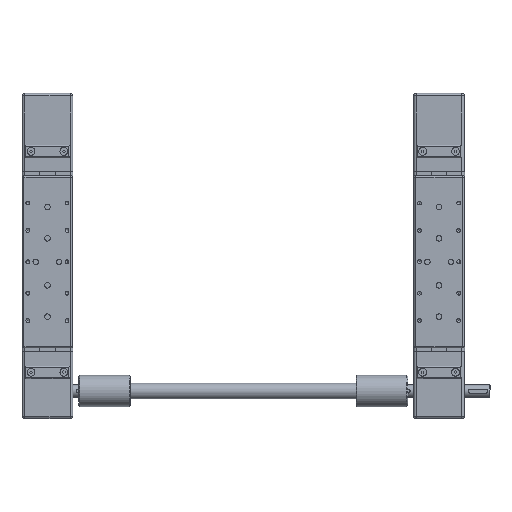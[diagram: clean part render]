
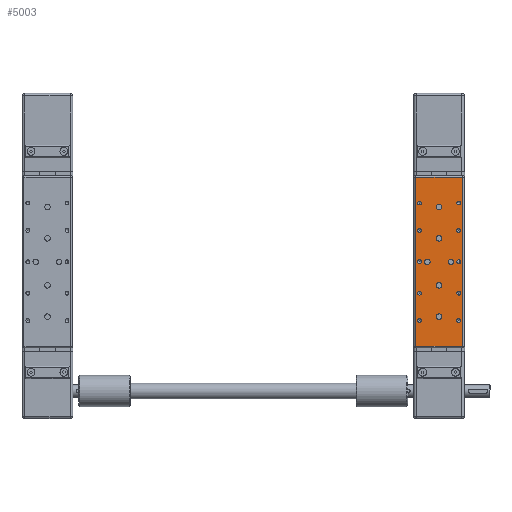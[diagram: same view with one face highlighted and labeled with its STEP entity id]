
A CAD part, top view. The second image highlights one B-rep face of the part: STEP entity #5003.
In plain terms, the highlighted face is planar.
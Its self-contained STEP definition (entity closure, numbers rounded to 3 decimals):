
#3444=CARTESIAN_POINT('',(-18.656,71.568,115.));
#3445=VERTEX_POINT('',#3444);
#3446=CARTESIAN_POINT('',(-21.115,71.568,115.));
#3447=DIRECTION('',(0.0,-1.0,0.0));
#3448=DIRECTION('',(1.0,0.0,0.0));
#3449=AXIS2_PLACEMENT_3D('',#3446,#3447,#3448);
#3450=CIRCLE('',#3449,2.459);
#3451=EDGE_CURVE('',#3445,#3445,#3450,.T.);
#3812=CARTESIAN_POINT('',(31.344,71.568,115.));
#3813=VERTEX_POINT('',#3812);
#3814=CARTESIAN_POINT('',(28.885,71.568,115.));
#3815=DIRECTION('',(0.0,-1.0,0.0));
#3816=DIRECTION('',(1.0,0.0,0.0));
#3817=AXIS2_PLACEMENT_3D('',#3814,#3815,#3816);
#3818=CIRCLE('',#3817,2.459);
#3819=EDGE_CURVE('',#3813,#3813,#3818,.T.);
#4107=CARTESIAN_POINT('',(-7.615,71.568,115.));
#4108=VERTEX_POINT('',#4107);
#4109=CARTESIAN_POINT('',(-11.115,71.568,115.));
#4110=DIRECTION('',(0.0,-1.0,0.0));
#4111=DIRECTION('',(-1.0,0.0,0.0));
#4112=AXIS2_PLACEMENT_3D('',#4109,#4110,#4111);
#4113=CIRCLE('',#4112,3.5);
#4114=EDGE_CURVE('',#4108,#4108,#4113,.T.);
#4144=CARTESIAN_POINT('',(7.385,71.568,85.));
#4145=VERTEX_POINT('',#4144);
#4146=CARTESIAN_POINT('',(3.885,71.568,85.));
#4147=DIRECTION('',(0.0,-1.0,0.0));
#4148=DIRECTION('',(-1.0,0.0,0.0));
#4149=AXIS2_PLACEMENT_3D('',#4146,#4147,#4148);
#4150=CIRCLE('',#4149,3.5);
#4151=EDGE_CURVE('',#4145,#4145,#4150,.T.);
#4181=CARTESIAN_POINT('',(7.385,71.568,45.));
#4182=VERTEX_POINT('',#4181);
#4183=CARTESIAN_POINT('',(3.885,71.568,45.));
#4184=DIRECTION('',(0.0,-1.0,0.0));
#4185=DIRECTION('',(-1.0,0.0,0.0));
#4186=AXIS2_PLACEMENT_3D('',#4183,#4184,#4185);
#4187=CIRCLE('',#4186,3.5);
#4188=EDGE_CURVE('',#4182,#4182,#4187,.T.);
#4218=CARTESIAN_POINT('',(22.385,71.568,115.));
#4219=VERTEX_POINT('',#4218);
#4220=CARTESIAN_POINT('',(18.885,71.568,115.));
#4221=DIRECTION('',(0.0,-1.0,0.0));
#4222=DIRECTION('',(-1.0,0.0,0.0));
#4223=AXIS2_PLACEMENT_3D('',#4220,#4221,#4222);
#4224=CIRCLE('',#4223,3.5);
#4225=EDGE_CURVE('',#4219,#4219,#4224,.T.);
#4255=CARTESIAN_POINT('',(7.385,71.568,185.));
#4256=VERTEX_POINT('',#4255);
#4257=CARTESIAN_POINT('',(3.885,71.568,185.));
#4258=DIRECTION('',(0.0,-1.0,0.0));
#4259=DIRECTION('',(-1.0,0.0,0.0));
#4260=AXIS2_PLACEMENT_3D('',#4257,#4258,#4259);
#4261=CIRCLE('',#4260,3.5);
#4262=EDGE_CURVE('',#4256,#4256,#4261,.T.);
#4292=CARTESIAN_POINT('',(7.385,71.568,145.));
#4293=VERTEX_POINT('',#4292);
#4294=CARTESIAN_POINT('',(3.885,71.568,145.));
#4295=DIRECTION('',(0.0,-1.0,0.0));
#4296=DIRECTION('',(-1.0,0.0,0.0));
#4297=AXIS2_PLACEMENT_3D('',#4294,#4295,#4296);
#4298=CIRCLE('',#4297,3.5);
#4299=EDGE_CURVE('',#4293,#4293,#4298,.T.);
#4335=CARTESIAN_POINT('',(31.344,71.568,40.));
#4336=VERTEX_POINT('',#4335);
#4337=CARTESIAN_POINT('',(28.885,71.568,40.));
#4338=DIRECTION('',(0.0,-1.0,0.0));
#4339=DIRECTION('',(1.0,0.0,0.0));
#4340=AXIS2_PLACEMENT_3D('',#4337,#4338,#4339);
#4341=CIRCLE('',#4340,2.459);
#4342=EDGE_CURVE('',#4336,#4336,#4341,.T.);
#4372=CARTESIAN_POINT('',(31.344,71.568,75.));
#4373=VERTEX_POINT('',#4372);
#4374=CARTESIAN_POINT('',(28.885,71.568,75.));
#4375=DIRECTION('',(0.0,-1.0,0.0));
#4376=DIRECTION('',(1.0,0.0,0.0));
#4377=AXIS2_PLACEMENT_3D('',#4374,#4375,#4376);
#4378=CIRCLE('',#4377,2.459);
#4379=EDGE_CURVE('',#4373,#4373,#4378,.T.);
#4409=CARTESIAN_POINT('',(-18.656,71.568,40.));
#4410=VERTEX_POINT('',#4409);
#4411=CARTESIAN_POINT('',(-21.115,71.568,40.));
#4412=DIRECTION('',(0.0,-1.0,0.0));
#4413=DIRECTION('',(1.0,0.0,0.0));
#4414=AXIS2_PLACEMENT_3D('',#4411,#4412,#4413);
#4415=CIRCLE('',#4414,2.459);
#4416=EDGE_CURVE('',#4410,#4410,#4415,.T.);
#4446=CARTESIAN_POINT('',(-18.656,71.568,75.));
#4447=VERTEX_POINT('',#4446);
#4448=CARTESIAN_POINT('',(-21.115,71.568,75.));
#4449=DIRECTION('',(0.0,-1.0,0.0));
#4450=DIRECTION('',(1.0,0.0,0.0));
#4451=AXIS2_PLACEMENT_3D('',#4448,#4449,#4450);
#4452=CIRCLE('',#4451,2.459);
#4453=EDGE_CURVE('',#4447,#4447,#4452,.T.);
#4483=CARTESIAN_POINT('',(31.344,71.568,155.));
#4484=VERTEX_POINT('',#4483);
#4485=CARTESIAN_POINT('',(28.885,71.568,155.));
#4486=DIRECTION('',(0.0,-1.0,0.0));
#4487=DIRECTION('',(1.0,0.0,0.0));
#4488=AXIS2_PLACEMENT_3D('',#4485,#4486,#4487);
#4489=CIRCLE('',#4488,2.459);
#4490=EDGE_CURVE('',#4484,#4484,#4489,.T.);
#4520=CARTESIAN_POINT('',(31.344,71.568,190.));
#4521=VERTEX_POINT('',#4520);
#4522=CARTESIAN_POINT('',(28.885,71.568,190.));
#4523=DIRECTION('',(0.0,-1.0,0.0));
#4524=DIRECTION('',(1.0,0.0,0.0));
#4525=AXIS2_PLACEMENT_3D('',#4522,#4523,#4524);
#4526=CIRCLE('',#4525,2.459);
#4527=EDGE_CURVE('',#4521,#4521,#4526,.T.);
#4557=CARTESIAN_POINT('',(-18.656,71.568,155.));
#4558=VERTEX_POINT('',#4557);
#4559=CARTESIAN_POINT('',(-21.115,71.568,155.));
#4560=DIRECTION('',(0.0,-1.0,0.0));
#4561=DIRECTION('',(1.0,0.0,0.0));
#4562=AXIS2_PLACEMENT_3D('',#4559,#4560,#4561);
#4563=CIRCLE('',#4562,2.459);
#4564=EDGE_CURVE('',#4558,#4558,#4563,.T.);
#4594=CARTESIAN_POINT('',(-18.656,71.568,190.));
#4595=VERTEX_POINT('',#4594);
#4596=CARTESIAN_POINT('',(-21.115,71.568,190.));
#4597=DIRECTION('',(0.0,-1.0,0.0));
#4598=DIRECTION('',(1.0,0.0,0.0));
#4599=AXIS2_PLACEMENT_3D('',#4596,#4597,#4598);
#4600=CIRCLE('',#4599,2.459);
#4601=EDGE_CURVE('',#4595,#4595,#4600,.T.);
#4616=CARTESIAN_POINT('',(-26.115,71.568,7.));
#4617=VERTEX_POINT('',#4616);
#4664=CARTESIAN_POINT('',(-26.115,71.568,223.));
#4665=VERTEX_POINT('',#4664);
#4716=CARTESIAN_POINT('',(33.885,71.568,7.));
#4717=VERTEX_POINT('',#4716);
#4779=CARTESIAN_POINT('',(-26.115,71.568,7.));
#4780=DIRECTION('',(1.0,0.0,0.0));
#4781=VECTOR('',#4780,60.);
#4782=LINE('',#4779,#4781);
#4783=EDGE_CURVE('',#4617,#4717,#4782,.T.);
#4795=CARTESIAN_POINT('',(33.885,71.568,223.));
#4796=VERTEX_POINT('',#4795);
#4858=CARTESIAN_POINT('',(33.885,71.568,7.));
#4859=DIRECTION('',(0.0,0.0,1.0));
#4860=VECTOR('',#4859,216.0);
#4861=LINE('',#4858,#4860);
#4862=EDGE_CURVE('',#4717,#4796,#4861,.T.);
#4880=CARTESIAN_POINT('',(33.885,71.568,223.));
#4881=DIRECTION('',(-1.0,0.0,0.0));
#4882=VECTOR('',#4881,60.0);
#4883=LINE('',#4880,#4882);
#4884=EDGE_CURVE('',#4796,#4665,#4883,.T.);
#4897=CARTESIAN_POINT('',(-26.115,71.568,223.));
#4898=DIRECTION('',(0.0,0.0,-1.0));
#4899=VECTOR('',#4898,216.);
#4900=LINE('',#4897,#4899);
#4901=EDGE_CURVE('',#4665,#4617,#4900,.T.);
#4944=CARTESIAN_POINT('',(3.885,71.568,115.));
#4945=DIRECTION('',(0.0,1.0,0.0));
#4946=DIRECTION('',(0.0,0.0,1.0));
#4947=AXIS2_PLACEMENT_3D('',#4944,#4945,#4946);
#4948=PLANE('',#4947);
#4949=ORIENTED_EDGE('',*,*,#4783,.F.);
#4950=ORIENTED_EDGE('',*,*,#4901,.F.);
#4951=ORIENTED_EDGE('',*,*,#4884,.F.);
#4952=ORIENTED_EDGE('',*,*,#4862,.F.);
#4953=EDGE_LOOP('',(#4949,#4950,#4951,#4952));
#4954=FACE_OUTER_BOUND('',#4953,.T.);
#4955=ORIENTED_EDGE('',*,*,#3451,.T.);
#4956=EDGE_LOOP('',(#4955));
#4957=FACE_BOUND('',#4956,.T.);
#4958=ORIENTED_EDGE('',*,*,#3819,.T.);
#4959=EDGE_LOOP('',(#4958));
#4960=FACE_BOUND('',#4959,.T.);
#4961=ORIENTED_EDGE('',*,*,#4114,.T.);
#4962=EDGE_LOOP('',(#4961));
#4963=FACE_BOUND('',#4962,.T.);
#4964=ORIENTED_EDGE('',*,*,#4151,.T.);
#4965=EDGE_LOOP('',(#4964));
#4966=FACE_BOUND('',#4965,.T.);
#4967=ORIENTED_EDGE('',*,*,#4188,.T.);
#4968=EDGE_LOOP('',(#4967));
#4969=FACE_BOUND('',#4968,.T.);
#4970=ORIENTED_EDGE('',*,*,#4225,.T.);
#4971=EDGE_LOOP('',(#4970));
#4972=FACE_BOUND('',#4971,.T.);
#4973=ORIENTED_EDGE('',*,*,#4262,.T.);
#4974=EDGE_LOOP('',(#4973));
#4975=FACE_BOUND('',#4974,.T.);
#4976=ORIENTED_EDGE('',*,*,#4299,.T.);
#4977=EDGE_LOOP('',(#4976));
#4978=FACE_BOUND('',#4977,.T.);
#4979=ORIENTED_EDGE('',*,*,#4342,.T.);
#4980=EDGE_LOOP('',(#4979));
#4981=FACE_BOUND('',#4980,.T.);
#4982=ORIENTED_EDGE('',*,*,#4379,.T.);
#4983=EDGE_LOOP('',(#4982));
#4984=FACE_BOUND('',#4983,.T.);
#4985=ORIENTED_EDGE('',*,*,#4416,.T.);
#4986=EDGE_LOOP('',(#4985));
#4987=FACE_BOUND('',#4986,.T.);
#4988=ORIENTED_EDGE('',*,*,#4453,.T.);
#4989=EDGE_LOOP('',(#4988));
#4990=FACE_BOUND('',#4989,.T.);
#4991=ORIENTED_EDGE('',*,*,#4490,.T.);
#4992=EDGE_LOOP('',(#4991));
#4993=FACE_BOUND('',#4992,.T.);
#4994=ORIENTED_EDGE('',*,*,#4527,.T.);
#4995=EDGE_LOOP('',(#4994));
#4996=FACE_BOUND('',#4995,.T.);
#4997=ORIENTED_EDGE('',*,*,#4564,.T.);
#4998=EDGE_LOOP('',(#4997));
#4999=FACE_BOUND('',#4998,.T.);
#5000=ORIENTED_EDGE('',*,*,#4601,.T.);
#5001=EDGE_LOOP('',(#5000));
#5002=FACE_BOUND('',#5001,.T.);
#5003=ADVANCED_FACE('',(#4954,#4957,#4960,#4963,#4966,#4969,#4972,#4975,#4978,#4981,#4984,#4987,#4990,#4993,#4996,#4999,#5002),#4948,.T.);
